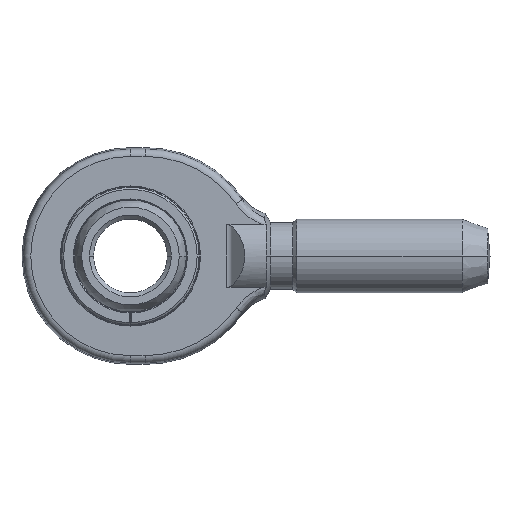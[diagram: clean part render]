
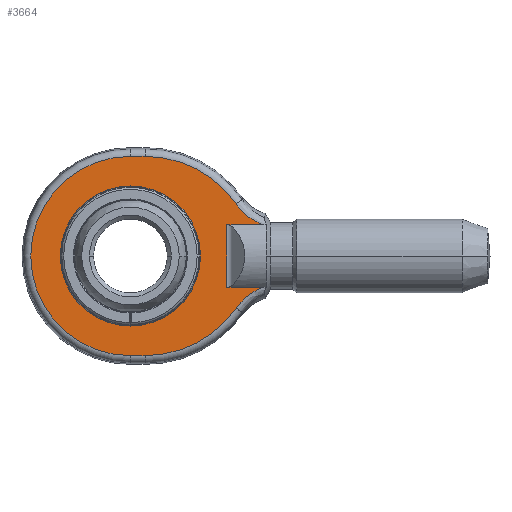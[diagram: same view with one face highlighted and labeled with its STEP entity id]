
A CAD part, left-side view. The second image highlights one B-rep face of the part: STEP entity #3664.
In plain terms, the highlighted planar face has unit normal (-1, 0, 0).
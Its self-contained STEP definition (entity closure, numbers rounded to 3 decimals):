
#62 = DIRECTION ( 'NONE',  ( 1., 0., 0. ) ) ;
#142 = EDGE_CURVE ( 'NONE', #2379, #2128, #3338, .T. ) ;
#178 = CARTESIAN_POINT ( 'NONE',  ( -3.5, -14.98, -6.216 ) ) ;
#195 = CARTESIAN_POINT ( 'NONE',  ( -3.5, -2., -1.5 ) ) ;
#197 = CARTESIAN_POINT ( 'NONE',  ( -3.5, -17.725, -4.332 ) ) ;
#207 = DIRECTION ( 'NONE',  ( 1., 0., 0. ) ) ;
#242 = CARTESIAN_POINT ( 'NONE',  ( -3.5, -14.327, 7.065 ) ) ;
#259 = VERTEX_POINT ( 'NONE', #855 ) ;
#336 = CARTESIAN_POINT ( 'NONE',  ( -3.5, -17.959, -4.243 ) ) ;
#350 = ORIENTED_EDGE ( 'NONE', *, *, #3460, .F. ) ;
#379 = VERTEX_POINT ( 'NONE', #1464 ) ;
#404 = VERTEX_POINT ( 'NONE', #1477 ) ;
#411 = ORIENTED_EDGE ( 'NONE', *, *, #3246, .F. ) ;
#484 = ORIENTED_EDGE ( 'NONE', *, *, #2907, .F. ) ;
#502 = VECTOR ( 'NONE', #3654, 1000. ) ;
#509 = CARTESIAN_POINT ( 'NONE',  ( -3.5, -17.959, -4.243 ) ) ;
#513 = CARTESIAN_POINT ( 'NONE',  ( -3.5, -17.246, 4.539 ) ) ;
#550 = CARTESIAN_POINT ( 'NONE',  ( -3.5, -17.959, 4.243 ) ) ;
#629 = LINE ( 'NONE', #336, #3612 ) ;
#714 = AXIS2_PLACEMENT_3D ( 'NONE', #1090, #2232, #1125 ) ;
#722 = CARTESIAN_POINT ( 'NONE',  ( -3.5, -17.246, -4.539 ) ) ;
#742 = ORIENTED_EDGE ( 'NONE', *, *, #2073, .F. ) ;
#777 = EDGE_CURVE ( 'NONE', #2379, #1892, #629, .T. ) ;
#780 = CIRCLE ( 'NONE', #714, 9.5 ) ;
#787 = LINE ( 'NONE', #1695, #2243 ) ;
#828 = DIRECTION ( 'NONE',  ( 0., 0., -1. ) ) ;
#855 = CARTESIAN_POINT ( 'NONE',  ( -3.5, -2., 13.511 ) ) ;
#948 = DIRECTION ( 'NONE',  ( 0., 1., 0. ) ) ;
#971 = FACE_OUTER_BOUND ( 'NONE', #2559, .T. ) ;
#1090 = CARTESIAN_POINT ( 'NONE',  ( -3.5, 0., 0. ) ) ;
#1109 = CIRCLE ( 'NONE', #3197, 15.011 ) ;
#1115 = CARTESIAN_POINT ( 'NONE',  ( -3.5, -14.98, 6.216 ) ) ;
#1122 = EDGE_CURVE ( 'NONE', #1783, #3260, #2265, .T. ) ;
#1125 = DIRECTION ( 'NONE',  ( 0., 0., -1. ) ) ;
#1143 = VECTOR ( 'NONE', #948, 1000. ) ;
#1170 = AXIS2_PLACEMENT_3D ( 'NONE', #1847, #62, #2676 ) ;
#1182 = EDGE_LOOP ( 'NONE', ( #1901, #3632 ) ) ;
#1271 = ORIENTED_EDGE ( 'NONE', *, *, #142, .F. ) ;
#1360 = CARTESIAN_POINT ( 'NONE',  ( -3.5, -14.327, -7.065 ) ) ;
#1375 = CARTESIAN_POINT ( 'NONE',  ( -3.5, 0., -9.5 ) ) ;
#1418 = CARTESIAN_POINT ( 'NONE',  ( -3.5, -16.496, 4.96 ) ) ;
#1421 = EDGE_CURVE ( 'NONE', #3260, #1783, #780, .T. ) ;
#1464 = CARTESIAN_POINT ( 'NONE',  ( -3.5, 0., 13.511 ) ) ;
#1477 = CARTESIAN_POINT ( 'NONE',  ( -3.5, -17.959, 4.243 ) ) ;
#1486 = DIRECTION ( 'NONE',  ( 0., 1., 0. ) ) ;
#1498 = DIRECTION ( 'NONE',  ( 0., 0., 1. ) ) ;
#1547 = CARTESIAN_POINT ( 'NONE',  ( -3.5, -14.327, -7.065 ) ) ;
#1591 = CARTESIAN_POINT ( 'NONE',  ( -3.5, -15.736, -5.508 ) ) ;
#1650 = CARTESIAN_POINT ( 'NONE',  ( -3.5, 0., 0. ) ) ;
#1695 = CARTESIAN_POINT ( 'NONE',  ( -3.5, -13.086, 4.243 ) ) ;
#1743 = CARTESIAN_POINT ( 'NONE',  ( -3.5, -17.959, -4.243 ) ) ;
#1783 = VERTEX_POINT ( 'NONE', #3319 ) ;
#1847 = CARTESIAN_POINT ( 'NONE',  ( -3.5, 0., 0. ) ) ;
#1871 = VERTEX_POINT ( 'NONE', #2911 ) ;
#1892 = VERTEX_POINT ( 'NONE', #2581 ) ;
#1901 = ORIENTED_EDGE ( 'NONE', *, *, #1122, .T. ) ;
#1903 = ORIENTED_EDGE ( 'NONE', *, *, #2871, .F. ) ;
#1919 = LINE ( 'NONE', #3062, #2827 ) ;
#1945 = CIRCLE ( 'NONE', #3690, 15.011 ) ;
#1946 = CARTESIAN_POINT ( 'NONE',  ( -3.5, -2., -13.511 ) ) ;
#2058 = B_SPLINE_CURVE_WITH_KNOTS ( 'NONE', 3,
 ( #242, #3693, #1115, #2253, #1418, #513, #2270, #550 ),
 .UNSPECIFIED., .F., .F.,
 ( 4, 1, 1, 1, 1, 4 ),
 ( 0., 0.2, 0.4, 0.6, 0.8, 1. ),
 .UNSPECIFIED. ) ;
#2073 = EDGE_CURVE ( 'NONE', #2696, #3328, #2358, .T. ) ;
#2084 = AXIS2_PLACEMENT_3D ( 'NONE', #2579, #2910, #1498 ) ;
#2128 = VERTEX_POINT ( 'NONE', #1547 ) ;
#2223 = DIRECTION ( 'NONE',  ( 1., 0., 0. ) ) ;
#2232 = DIRECTION ( 'NONE',  ( 1., 0., 0. ) ) ;
#2242 = DIRECTION ( 'NONE',  ( 0., 0., -1. ) ) ;
#2243 = VECTOR ( 'NONE', #2242, 1000. ) ;
#2253 = CARTESIAN_POINT ( 'NONE',  ( -3.5, -15.736, 5.508 ) ) ;
#2265 = CIRCLE ( 'NONE', #2084, 9.5 ) ;
#2270 = CARTESIAN_POINT ( 'NONE',  ( -3.5, -17.725, 4.332 ) ) ;
#2336 = EDGE_CURVE ( 'NONE', #1871, #404, #2058, .T. ) ;
#2358 = LINE ( 'NONE', #3519, #1143 ) ;
#2367 = ORIENTED_EDGE ( 'NONE', *, *, #2336, .F. ) ;
#2379 = VERTEX_POINT ( 'NONE', #1743 ) ;
#2440 = DIRECTION ( 'NONE',  ( 0., -1., 0. ) ) ;
#2474 = ORIENTED_EDGE ( 'NONE', *, *, #777, .T. ) ;
#2481 = LINE ( 'NONE', #2694, #502 ) ;
#2559 = EDGE_LOOP ( 'NONE', ( #484, #350, #742, #1903, #1271, #2474, #3394, #3012, #2367, #411 ) ) ;
#2574 = CARTESIAN_POINT ( 'NONE',  ( -3.5, -13.086, 4.243 ) ) ;
#2579 = CARTESIAN_POINT ( 'NONE',  ( -3.5, 0., 0. ) ) ;
#2581 = CARTESIAN_POINT ( 'NONE',  ( -3.5, -13.086, -4.243 ) ) ;
#2649 = CIRCLE ( 'NONE', #2830, 13.511 ) ;
#2676 = DIRECTION ( 'NONE',  ( 0., 1., 0. ) ) ;
#2694 = CARTESIAN_POINT ( 'NONE',  ( -3.5, -13.086, 4.243 ) ) ;
#2696 = VERTEX_POINT ( 'NONE', #1946 ) ;
#2827 = VECTOR ( 'NONE', #2440, 1000. ) ;
#2830 = AXIS2_PLACEMENT_3D ( 'NONE', #1650, #207, #828 ) ;
#2841 = EDGE_CURVE ( 'NONE', #3620, #404, #2481, .T. ) ;
#2871 = EDGE_CURVE ( 'NONE', #2128, #2696, #1945, .T. ) ;
#2907 = EDGE_CURVE ( 'NONE', #379, #259, #1919, .T. ) ;
#2910 = DIRECTION ( 'NONE',  ( 1., 0., 0. ) ) ;
#2911 = CARTESIAN_POINT ( 'NONE',  ( -3.5, -14.327, 7.065 ) ) ;
#2967 = PLANE ( 'NONE',  #1170 ) ;
#2999 = EDGE_CURVE ( 'NONE', #3620, #1892, #787, .T. ) ;
#3012 = ORIENTED_EDGE ( 'NONE', *, *, #2841, .T. ) ;
#3062 = CARTESIAN_POINT ( 'NONE',  ( -3.5, 0., 13.511 ) ) ;
#3097 = CARTESIAN_POINT ( 'NONE',  ( -3.5, 0., -13.511 ) ) ;
#3197 = AXIS2_PLACEMENT_3D ( 'NONE', #195, #3362, #3631 ) ;
#3246 = EDGE_CURVE ( 'NONE', #259, #1871, #1109, .T. ) ;
#3260 = VERTEX_POINT ( 'NONE', #1375 ) ;
#3319 = CARTESIAN_POINT ( 'NONE',  ( -3.5, 0., 9.5 ) ) ;
#3328 = VERTEX_POINT ( 'NONE', #3097 ) ;
#3338 = B_SPLINE_CURVE_WITH_KNOTS ( 'NONE', 3,
 ( #509, #197, #722, #3341, #1591, #178, #3594, #1360 ),
 .UNSPECIFIED., .F., .F.,
 ( 4, 1, 1, 1, 1, 4 ),
 ( 0., 0.2, 0.4, 0.6, 0.8, 1. ),
 .UNSPECIFIED. ) ;
#3341 = CARTESIAN_POINT ( 'NONE',  ( -3.5, -16.496, -4.96 ) ) ;
#3346 = CARTESIAN_POINT ( 'NONE',  ( -3.5, -2., 1.5 ) ) ;
#3362 = DIRECTION ( 'NONE',  ( 1., 0., 0. ) ) ;
#3394 = ORIENTED_EDGE ( 'NONE', *, *, #2999, .F. ) ;
#3460 = EDGE_CURVE ( 'NONE', #3328, #379, #2649, .T. ) ;
#3519 = CARTESIAN_POINT ( 'NONE',  ( -3.5, -2., -13.511 ) ) ;
#3545 = FACE_BOUND ( 'NONE', #1182, .T. ) ;
#3581 = DIRECTION ( 'NONE',  ( 0., -0.821, -0.571 ) ) ;
#3594 = CARTESIAN_POINT ( 'NONE',  ( -3.5, -14.536, -6.765 ) ) ;
#3612 = VECTOR ( 'NONE', #1486, 1000. ) ;
#3620 = VERTEX_POINT ( 'NONE', #2574 ) ;
#3631 = DIRECTION ( 'NONE',  ( 0., 0., 1. ) ) ;
#3632 = ORIENTED_EDGE ( 'NONE', *, *, #1421, .T. ) ;
#3654 = DIRECTION ( 'NONE',  ( 0., -1., 0. ) ) ;
#3664 = ADVANCED_FACE ( 'NONE', ( #3545, #971 ), #2967, .F. ) ;
#3690 = AXIS2_PLACEMENT_3D ( 'NONE', #3346, #2223, #3581 ) ;
#3693 = CARTESIAN_POINT ( 'NONE',  ( -3.5, -14.535, 6.765 ) ) ;
